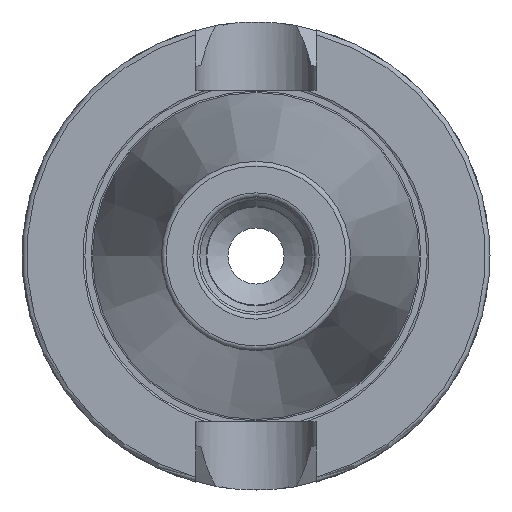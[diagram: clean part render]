
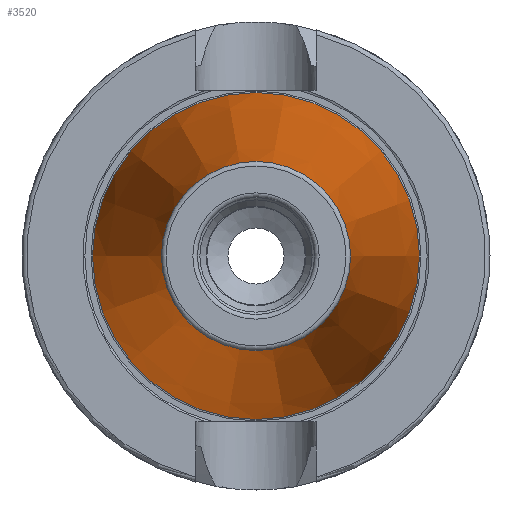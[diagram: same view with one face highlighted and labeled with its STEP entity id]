
A CAD part, left-side view. The second image highlights one B-rep face of the part: STEP entity #3520.
In plain terms, the highlighted conical face has half-angle 8.297 degrees and reference radius 27.564 mm.
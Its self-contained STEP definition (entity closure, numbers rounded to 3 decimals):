
#3486=CARTESIAN_POINT('',(-100.944,20.204,0.0));
#3487=VERTEX_POINT('',#3486);
#3488=CARTESIAN_POINT('',(-100.944,0.0,0.0));
#3489=DIRECTION('',(1.0,0.0,0.0));
#3490=DIRECTION('',(0.0,1.0,0.0));
#3491=AXIS2_PLACEMENT_3D('',#3488,#3489,#3490);
#3492=CIRCLE('',#3491,20.204);
#3493=EDGE_CURVE('',#3487,#3487,#3492,.T.);
#3501=CARTESIAN_POINT('',(-50.472,0.0,0.0));
#3502=DIRECTION('',(1.0,0.0,0.0));
#3503=DIRECTION('',(0.0,1.0,0.0));
#3504=AXIS2_PLACEMENT_3D('',#3501,#3502,#3503);
#3505=CONICAL_SURFACE('',#3504,27.564,8.297);
#3506=CARTESIAN_POINT('',(0.0,34.925,0.0));
#3507=VERTEX_POINT('',#3506);
#3508=CARTESIAN_POINT('',(0.0,0.0,0.0));
#3509=DIRECTION('',(1.0,0.0,0.0));
#3510=DIRECTION('',(0.0,1.0,0.0));
#3511=AXIS2_PLACEMENT_3D('',#3508,#3509,#3510);
#3512=CIRCLE('',#3511,34.925);
#3513=EDGE_CURVE('',#3507,#3507,#3512,.T.);
#3514=ORIENTED_EDGE('',*,*,#3513,.F.);
#3515=EDGE_LOOP('',(#3514));
#3516=FACE_OUTER_BOUND('',#3515,.T.);
#3517=ORIENTED_EDGE('',*,*,#3493,.T.);
#3518=EDGE_LOOP('',(#3517));
#3519=FACE_BOUND('',#3518,.T.);
#3520=ADVANCED_FACE('',(#3516,#3519),#3505,.T.);
